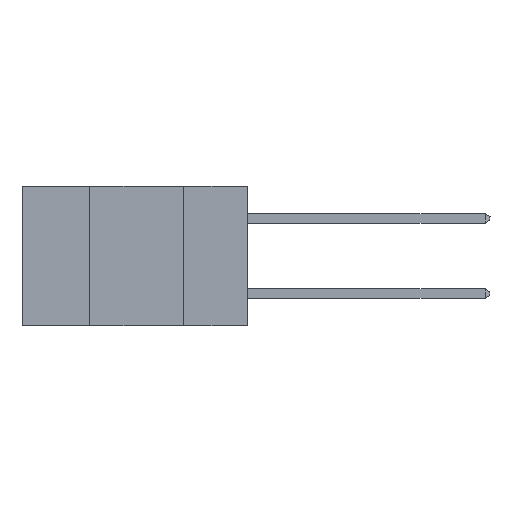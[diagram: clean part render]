
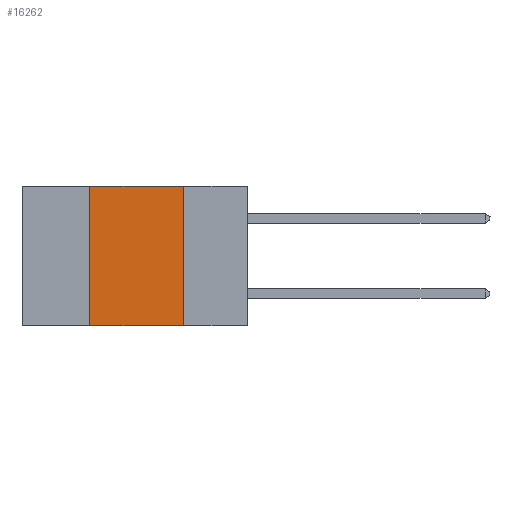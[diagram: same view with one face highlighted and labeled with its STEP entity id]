
A CAD part, left-side view. The second image highlights one B-rep face of the part: STEP entity #16262.
In plain terms, the highlighted planar face has unit normal (-1, 0, 0).
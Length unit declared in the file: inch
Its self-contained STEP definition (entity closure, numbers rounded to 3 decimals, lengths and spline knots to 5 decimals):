
#653 = DIRECTION ( 'NONE',  ( 0., -1., 0. ) ) ;
#1671 = EDGE_CURVE ( 'NONE', #3349, #16252, #7764, .T. ) ;
#2093 = DIRECTION ( 'NONE',  ( 1., 0., 0. ) ) ;
#2218 = PLANE ( 'NONE',  #15162 ) ;
#2698 = VECTOR ( 'NONE', #653, 39.37008 ) ;
#3002 = ORIENTED_EDGE ( 'NONE', *, *, #1671, .F. ) ;
#3349 = VERTEX_POINT ( 'NONE', #9026 ) ;
#3548 = CARTESIAN_POINT ( 'NONE',  ( 0., 0.17, -0.37 ) ) ;
#4405 = CARTESIAN_POINT ( 'NONE',  ( 0., 0.6, -0.37 ) ) ;
#4942 = DIRECTION ( 'NONE',  ( 0., 0., -1. ) ) ;
#5626 = VERTEX_POINT ( 'NONE', #14784 ) ;
#6172 = FACE_OUTER_BOUND ( 'NONE', #9884, .T. ) ;
#6794 = EDGE_CURVE ( 'NONE', #5626, #16252, #13829, .T. ) ;
#7492 = EDGE_CURVE ( 'NONE', #5626, #10790, #17286, .T. ) ;
#7764 = LINE ( 'NONE', #13677, #15980 ) ;
#8188 = CARTESIAN_POINT ( 'NONE',  ( 0., 0.6, 0. ) ) ;
#8256 = ORIENTED_EDGE ( 'NONE', *, *, #6794, .T. ) ;
#9026 = CARTESIAN_POINT ( 'NONE',  ( 0., 0.17, 0. ) ) ;
#9634 = DIRECTION ( 'NONE',  ( 0., 0., 1. ) ) ;
#9884 = EDGE_LOOP ( 'NONE', ( #3002, #11212, #10869, #8256 ) ) ;
#10790 = VERTEX_POINT ( 'NONE', #12364 ) ;
#10869 = ORIENTED_EDGE ( 'NONE', *, *, #7492, .F. ) ;
#11013 = DIRECTION ( 'NONE',  ( 0., -1., 0. ) ) ;
#11212 = ORIENTED_EDGE ( 'NONE', *, *, #16026, .F. ) ;
#11439 = VECTOR ( 'NONE', #9634, 39.37008 ) ;
#12364 = CARTESIAN_POINT ( 'NONE',  ( 0., 0.42, 0. ) ) ;
#13677 = CARTESIAN_POINT ( 'NONE',  ( 0., 0.17, 0. ) ) ;
#13739 = DIRECTION ( 'NONE',  ( 0., 0., -1. ) ) ;
#13829 = LINE ( 'NONE', #4405, #14490 ) ;
#14490 = VECTOR ( 'NONE', #11013, 39.37008 ) ;
#14575 = LINE ( 'NONE', #8188, #2698 ) ;
#14692 = CARTESIAN_POINT ( 'NONE',  ( 0., 0.6, 0. ) ) ;
#14784 = CARTESIAN_POINT ( 'NONE',  ( 0., 0.42, -0.37 ) ) ;
#15162 = AXIS2_PLACEMENT_3D ( 'NONE', #14692, #2093, #4942 ) ;
#15166 = CARTESIAN_POINT ( 'NONE',  ( 0., 0.42, 0. ) ) ;
#15980 = VECTOR ( 'NONE', #13739, 39.37008 ) ;
#16026 = EDGE_CURVE ( 'NONE', #10790, #3349, #14575, .T. ) ;
#16252 = VERTEX_POINT ( 'NONE', #3548 ) ;
#16262 = ADVANCED_FACE ( 'NONE', ( #6172 ), #2218, .F. ) ;
#17286 = LINE ( 'NONE', #15166, #11439 ) ;
